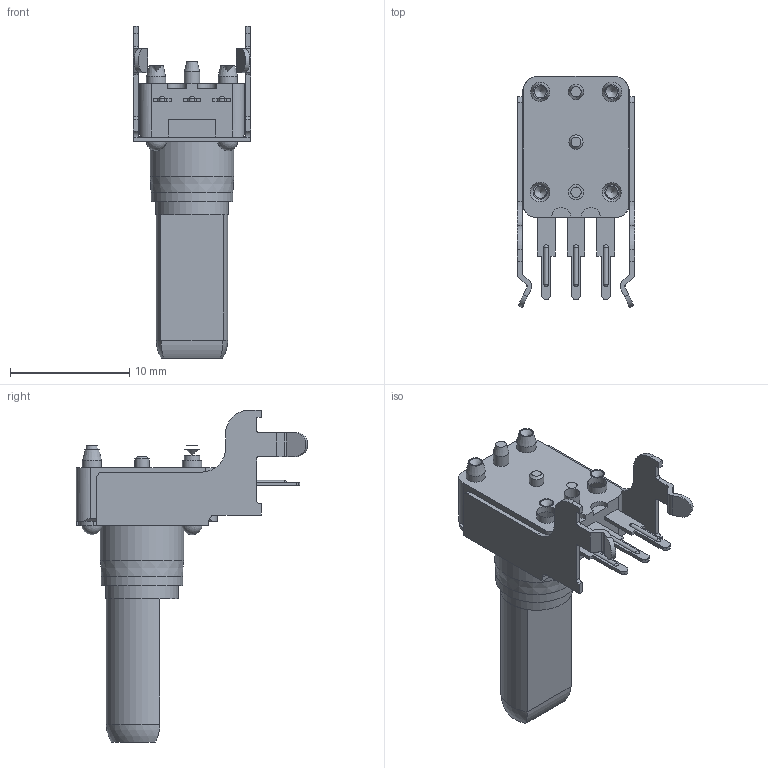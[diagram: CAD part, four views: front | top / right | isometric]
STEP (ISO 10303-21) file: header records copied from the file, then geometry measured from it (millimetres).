
FILE_DESCRIPTION(/* description */ ('STEP AP214'),/* implementation_level */ '2;1');
FILE_NAME(/* name */ 'RK09D1110C0R.stp',/* time_stamp */ '2021-09-19T18:29:28+02:00',/* author */ ('Kenny Begue-Besson'),/* organization */ (''),/* preprocessor_version */ 'ST-DEVELOPER v17',/* originating_system */ 'Autodesk Inventor 2019',/* authorisation */ '');
FILE_SCHEMA (('CONFIG_CONTROL_DESIGN'));
Length unit declared in the file: millimetre
Products named in the file (1): RK09D1110C0R
Bounding box: 9.8 x 19.37 x 27.8 mm (x, y, z)
Volume: 1065.6 mm3; surface area: 1222.3 mm2
Topology: 1 solids, 1 shells, 186 faces, 501 edges, 338 vertices
Faces by surface type: plane 114, cylinder 49, cone 12, sphere 11
Full cylindrical faces by diameter (mm): 1.19 x1, 1.3 x2, 1.6 x2, 1.64 x2, 2 x1, 6.05 x1, 6.85 x1, 7 x1
Entity records: 6123 total; most frequent: CARTESIAN_POINT 1050, DIRECTION 1018, ORIENTED_EDGE 994, EDGE_CURVE 497, LINE 342, VECTOR 342, VERTEX_POINT 338, AXIS2_PLACEMENT_3D 338
